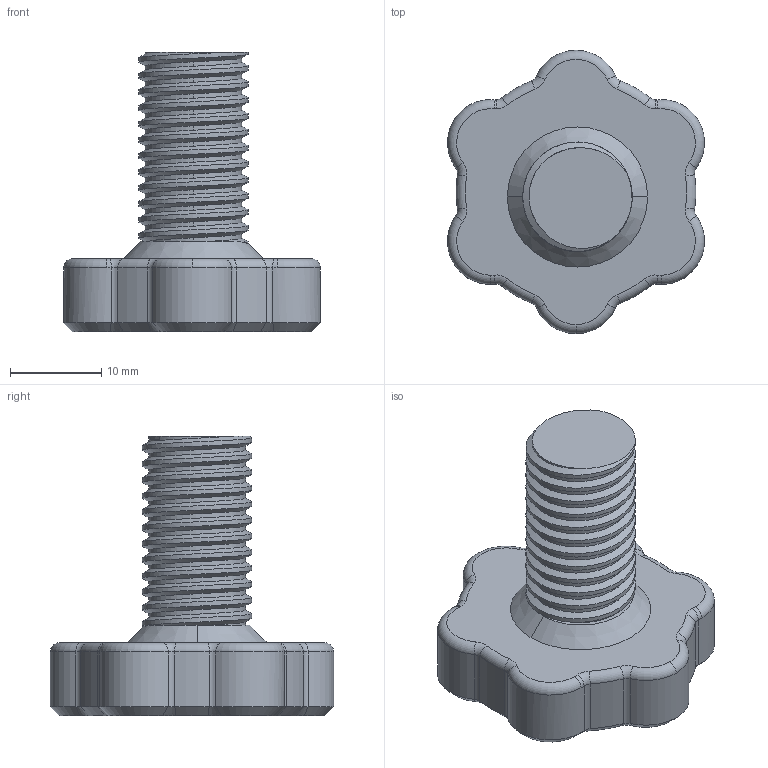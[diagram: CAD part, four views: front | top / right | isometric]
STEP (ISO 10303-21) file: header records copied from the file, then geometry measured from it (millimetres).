
FILE_DESCRIPTION (( 'STEP AP203' ), '1' );
FILE_NAME ('A51Z X-Gantry Right-tightening knob.STEP', '2019-01-01T17:55:05', ( '' ), ( '' ), 'SwSTEP 2.0', 'SolidWorks 2018', '' );
FILE_SCHEMA (( 'CONFIG_CONTROL_DESIGN' ));
Length unit declared in the file: millimetre
Products named in the file (1): A51Z X-Gantry Right-tightening knob
Bounding box: 28.11 x 31 x 30.62 mm (x, y, z)
Volume: 7370.1 mm3; surface area: 3046.7 mm2
Topology: 1 solids, 1 shells, 124 faces, 308 edges, 187 vertices
Faces by surface type: cylinder 56, cone 31, torus 29, plane 5, bspline 3
Entity records: 6434 total; most frequent: CARTESIAN_POINT 3471, DIRECTION 650, ORIENTED_EDGE 616, EDGE_CURVE 308, AXIS2_PLACEMENT_3D 281, VERTEX_POINT 187, CIRCLE 159, EDGE_LOOP 125
